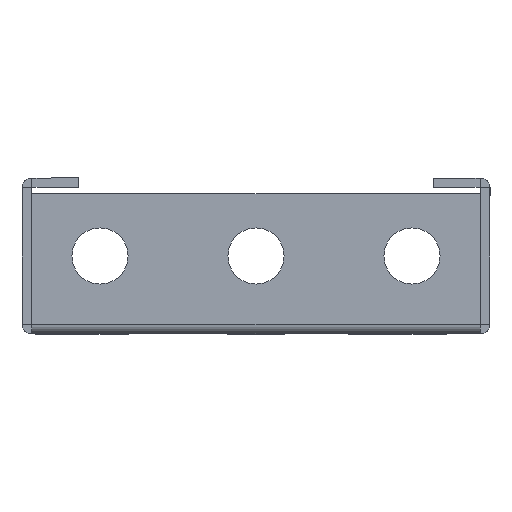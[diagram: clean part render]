
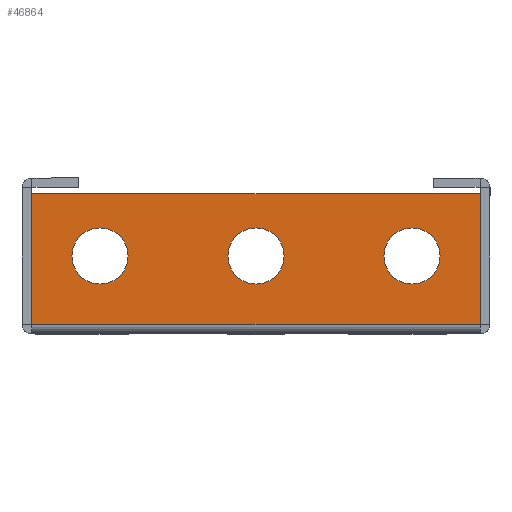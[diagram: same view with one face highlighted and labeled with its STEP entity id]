
A CAD part, left-side view. The second image highlights one B-rep face of the part: STEP entity #46864.
In plain terms, the highlighted planar face has unit normal (-1, 0, 0).
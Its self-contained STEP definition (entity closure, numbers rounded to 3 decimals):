
#2251 = VERTEX_POINT ( 'NONE', #16148 ) ;
#2262 = VERTEX_POINT ( 'NONE', #16159 ) ;
#2266 = VERTEX_POINT ( 'NONE', #16163 ) ;
#2267 = VERTEX_POINT ( 'NONE', #16164 ) ;
#2273 = VERTEX_POINT ( 'NONE', #16170 ) ;
#2274 = VERTEX_POINT ( 'NONE', #16171 ) ;
#2435 = VERTEX_POINT ( 'NONE', #16332 ) ;
#2436 = VERTEX_POINT ( 'NONE', #16333 ) ;
#2439 = VERTEX_POINT ( 'NONE', #16336 ) ;
#2440 = VERTEX_POINT ( 'NONE', #16337 ) ;
#3361 = EDGE_CURVE ( 'NONE', #2435, #2436, #16991, .T. ) ;
#3363 = EDGE_CURVE ( 'NONE', #2435, #2439, #16995, .T. ) ;
#3364 = EDGE_CURVE ( 'NONE', #2440, #2436, #16989, .T. ) ;
#3368 = EDGE_CURVE ( 'NONE', #2439, #2440, #17005, .T. ) ;
#3369 = EDGE_CURVE ( 'NONE', #2251, #2262, #17008, .T. ) ;
#3370 = EDGE_CURVE ( 'NONE', #2273, #2274, #17009, .T. ) ;
#3371 = EDGE_CURVE ( 'NONE', #2267, #2266, #17010, .T. ) ;
#10229 = ORIENTED_EDGE ( 'NONE', *, *, #3370, .T. ) ;
#10230 = ORIENTED_EDGE ( 'NONE', *, *, #10380, .T. ) ;
#10231 = ORIENTED_EDGE ( 'NONE', *, *, #3371, .T. ) ;
#10232 = ORIENTED_EDGE ( 'NONE', *, *, #10389, .T. ) ;
#10233 = ORIENTED_EDGE ( 'NONE', *, *, #3369, .T. ) ;
#10234 = ORIENTED_EDGE ( 'NONE', *, *, #10415, .T. ) ;
#10235 = ORIENTED_EDGE ( 'NONE', *, *, #3361, .F. ) ;
#10236 = ORIENTED_EDGE ( 'NONE', *, *, #3363, .T. ) ;
#10237 = ORIENTED_EDGE ( 'NONE', *, *, #3368, .T. ) ;
#10238 = ORIENTED_EDGE ( 'NONE', *, *, #3364, .T. ) ;
#10380 = EDGE_CURVE ( 'NONE', #2274, #2273, #36617, .T. ) ;
#10389 = EDGE_CURVE ( 'NONE', #2266, #2267, #36623, .T. ) ;
#10415 = EDGE_CURVE ( 'NONE', #2262, #2251, #36640, .T. ) ;
#16148 = CARTESIAN_POINT ( 'NONE',  ( -549.5, 25., 8. ) ) ;
#16159 = CARTESIAN_POINT ( 'NONE',  ( -549.5, 25., 17. ) ) ;
#16163 = CARTESIAN_POINT ( 'NONE',  ( -549.5, 0., 17. ) ) ;
#16164 = CARTESIAN_POINT ( 'NONE',  ( -549.5, 0., 8. ) ) ;
#16170 = CARTESIAN_POINT ( 'NONE',  ( -549.5, -25., 8. ) ) ;
#16171 = CARTESIAN_POINT ( 'NONE',  ( -549.5, -25., 17. ) ) ;
#16332 = CARTESIAN_POINT ( 'NONE',  ( -549.5, -35.9, 1.6 ) ) ;
#16333 = CARTESIAN_POINT ( 'NONE',  ( -549.5, 35.9, 1.6 ) ) ;
#16336 = CARTESIAN_POINT ( 'NONE',  ( -549.5, -35.9, 22.5 ) ) ;
#16337 = CARTESIAN_POINT ( 'NONE',  ( -549.5, 35.9, 22.5 ) ) ;
#16987 = VECTOR ( 'NONE', #18734, 1000. ) ;
#16989 = LINE ( 'NONE', #18735, #16997 ) ;
#16991 = LINE ( 'NONE', #18727, #16987 ) ;
#16995 = LINE ( 'NONE', #18737, #16996 ) ;
#16996 = VECTOR ( 'NONE', #18738, 1000. ) ;
#16997 = VECTOR ( 'NONE', #18740, 1000. ) ;
#17005 = LINE ( 'NONE', #18747, #17006 ) ;
#17006 = VECTOR ( 'NONE', #18748, 1000. ) ;
#17008 = CIRCLE ( 'NONE', #17137, 4.5 ) ;
#17009 = CIRCLE ( 'NONE', #17133, 4.5 ) ;
#17010 = CIRCLE ( 'NONE', #17138, 4.5 ) ;
#17133 = AXIS2_PLACEMENT_3D ( 'NONE', #18752, #18753, #18754 ) ;
#17137 = AXIS2_PLACEMENT_3D ( 'NONE', #18739, #18750, #18751 ) ;
#17138 = AXIS2_PLACEMENT_3D ( 'NONE', #18755, #18756, #18757 ) ;
#18727 = CARTESIAN_POINT ( 'NONE',  ( -549.5, 35.9, 1.6 ) ) ;
#18734 = DIRECTION ( 'NONE',  ( 0., 1., 0. ) ) ;
#18735 = CARTESIAN_POINT ( 'NONE',  ( -549.5, 35.9, 1.5 ) ) ;
#18737 = CARTESIAN_POINT ( 'NONE',  ( -549.5, -35.9, 22.5 ) ) ;
#18738 = DIRECTION ( 'NONE',  ( 0., 0., 1. ) ) ;
#18739 = CARTESIAN_POINT ( 'NONE',  ( -549.5, 25., 12.5 ) ) ;
#18740 = DIRECTION ( 'NONE',  ( 0., 0., -1. ) ) ;
#18747 = CARTESIAN_POINT ( 'NONE',  ( -549.5, 35.9, 22.5 ) ) ;
#18748 = DIRECTION ( 'NONE',  ( 0., 1., 0. ) ) ;
#18750 = DIRECTION ( 'NONE',  ( 1., 0., 0. ) ) ;
#18751 = DIRECTION ( 'NONE',  ( 0., 0., -1. ) ) ;
#18752 = CARTESIAN_POINT ( 'NONE',  ( -549.5, -25., 12.5 ) ) ;
#18753 = DIRECTION ( 'NONE',  ( 1., 0., 0. ) ) ;
#18754 = DIRECTION ( 'NONE',  ( 0., 0., 1. ) ) ;
#18755 = CARTESIAN_POINT ( 'NONE',  ( -549.5, 0., 12.5 ) ) ;
#18756 = DIRECTION ( 'NONE',  ( 1., 0., 0. ) ) ;
#18757 = DIRECTION ( 'NONE',  ( 0., 0., -1. ) ) ;
#25209 = EDGE_LOOP ( 'NONE', ( #10229, #10230 ) ) ;
#25260 = EDGE_LOOP ( 'NONE', ( #10231, #10232 ) ) ;
#25277 = EDGE_LOOP ( 'NONE', ( #10233, #10234 ) ) ;
#25289 = EDGE_LOOP ( 'NONE', ( #10235, #10236, #10237, #10238 ) ) ;
#35464 = AXIS2_PLACEMENT_3D ( 'NONE', #36138, #36150, #36151 ) ;
#35470 = AXIS2_PLACEMENT_3D ( 'NONE', #36133, #36139, #36140 ) ;
#35485 = AXIS2_PLACEMENT_3D ( 'NONE', #36175, #36181, #36182 ) ;
#36133 = CARTESIAN_POINT ( 'NONE',  ( -549.5, -25., 12.5 ) ) ;
#36138 = CARTESIAN_POINT ( 'NONE',  ( -549.5, 0., 12.5 ) ) ;
#36139 = DIRECTION ( 'NONE',  ( 1., 0., 0. ) ) ;
#36140 = DIRECTION ( 'NONE',  ( 0., 0., 1. ) ) ;
#36150 = DIRECTION ( 'NONE',  ( 1., 0., 0. ) ) ;
#36151 = DIRECTION ( 'NONE',  ( 0., 0., -1. ) ) ;
#36175 = CARTESIAN_POINT ( 'NONE',  ( -549.5, 25., 12.5 ) ) ;
#36181 = DIRECTION ( 'NONE',  ( 1., 0., 0. ) ) ;
#36182 = DIRECTION ( 'NONE',  ( 0., 0., -1. ) ) ;
#36617 = CIRCLE ( 'NONE', #35470, 4.5 ) ;
#36623 = CIRCLE ( 'NONE', #35464, 4.5 ) ;
#36640 = CIRCLE ( 'NONE', #35485, 4.5 ) ;
#41128 = FACE_BOUND ( 'NONE', #25209, .T. ) ;
#41134 = FACE_BOUND ( 'NONE', #25260, .T. ) ;
#41136 = FACE_BOUND ( 'NONE', #25277, .T. ) ;
#41138 = FACE_OUTER_BOUND ( 'NONE', #25289, .T. ) ;
#41767 = PLANE ( 'NONE',  #42088 ) ;
#41768 = CARTESIAN_POINT ( 'NONE',  ( -549.5, 35.9, 1.5 ) ) ;
#41769 = DIRECTION ( 'NONE',  ( 1., 0., 0. ) ) ;
#41770 = DIRECTION ( 'NONE',  ( 0., 0., -1. ) ) ;
#42088 = AXIS2_PLACEMENT_3D ( 'NONE', #41768, #41769, #41770 ) ;
#46864 = ADVANCED_FACE ( 'NONE', ( #41128, #41134, #41136, #41138 ), #41767, .F. ) ;
